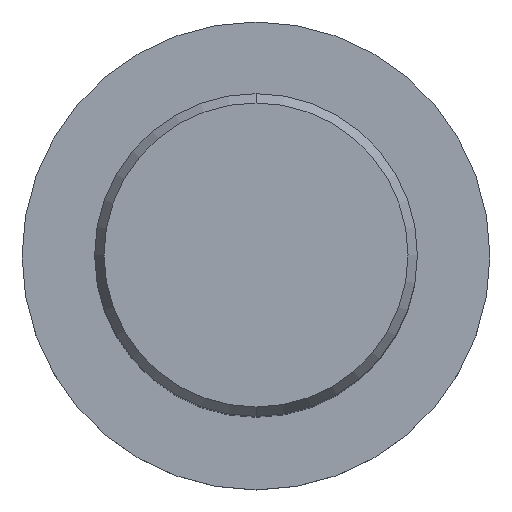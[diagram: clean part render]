
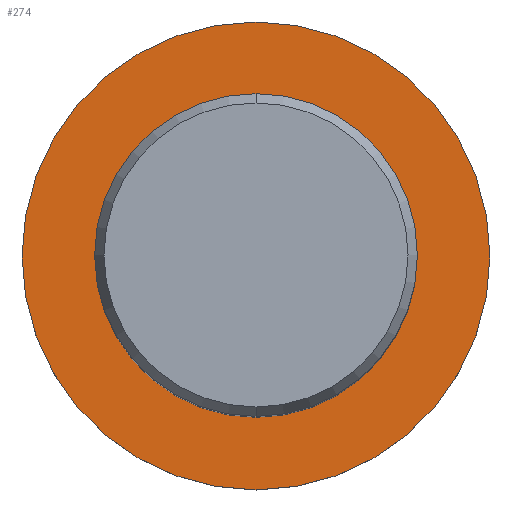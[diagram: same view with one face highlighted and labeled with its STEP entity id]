
A CAD part, top view. The second image highlights one B-rep face of the part: STEP entity #274.
In plain terms, the highlighted planar face has unit normal (0, 0, 1).
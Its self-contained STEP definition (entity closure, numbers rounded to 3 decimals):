
#194=VERTEX_POINT('',#527);
#274=ADVANCED_FACE('',(#612,#613),#614,.T.);
#276=VERTEX_POINT('',#616);
#278=EDGE_CURVE('',#276,#194,#618,.T.);
#280=EDGE_CURVE('',#194,#276,#620,.T.);
#282=EDGE_CURVE('',#368,#492,#622,.T.);
#318=EDGE_CURVE('',#492,#368,#663,.T.);
#368=VERTEX_POINT('',#717);
#492=VERTEX_POINT('',#855);
#527=CARTESIAN_POINT('',(0.,-20.0,-70.0));
#612=FACE_BOUND('',#1046,.T.);
#613=FACE_OUTER_BOUND('',#1047,.T.);
#614=PLANE('',#1048);
#616=CARTESIAN_POINT('',(0.0,20.0,-70.0));
#618=CIRCLE('',#1053,20.0);
#620=CIRCLE('',#1056,20.0);
#622=CIRCLE('',#1059,29.0);
#663=CIRCLE('',#1150,29.0);
#717=CARTESIAN_POINT('',(0.,-29.0,-70.0));
#855=CARTESIAN_POINT('',(0.0,29.0,-70.0));
#1046=EDGE_LOOP('',(#1679,#1680));
#1047=EDGE_LOOP('',(#1681,#1682));
#1048=AXIS2_PLACEMENT_3D('',#1683,#1684,#1685);
#1053=AXIS2_PLACEMENT_3D('',#1686,#1687,#1688);
#1056=AXIS2_PLACEMENT_3D('',#1689,#1690,#1691);
#1059=AXIS2_PLACEMENT_3D('',#1692,#1693,#1694);
#1150=AXIS2_PLACEMENT_3D('',#1744,#1745,#1746);
#1679=ORIENTED_EDGE('',*,*,#278,.T.);
#1680=ORIENTED_EDGE('',*,*,#280,.T.);
#1681=ORIENTED_EDGE('',*,*,#318,.F.);
#1682=ORIENTED_EDGE('',*,*,#282,.F.);
#1683=CARTESIAN_POINT('',(0.0,14.5,-70.0));
#1684=DIRECTION('',(-0.0,0.0,1.0));
#1685=DIRECTION('',(0.0,-1.0,0.0));
#1686=CARTESIAN_POINT('',(0.0,0.0,-70.0));
#1687=DIRECTION('',(-0.0,0.0,-1.0));
#1688=DIRECTION('',(0.0,1.0,0.0));
#1689=CARTESIAN_POINT('',(0.0,0.0,-70.0));
#1690=DIRECTION('',(-0.0,0.0,-1.0));
#1691=DIRECTION('',(0.0,1.0,0.0));
#1692=CARTESIAN_POINT('',(0.0,0.0,-70.0));
#1693=DIRECTION('',(0.0,0.0,-1.0));
#1694=DIRECTION('',(0.0,1.0,0.0));
#1744=CARTESIAN_POINT('',(0.0,0.0,-70.0));
#1745=DIRECTION('',(0.0,0.0,-1.0));
#1746=DIRECTION('',(0.0,1.0,0.0));
